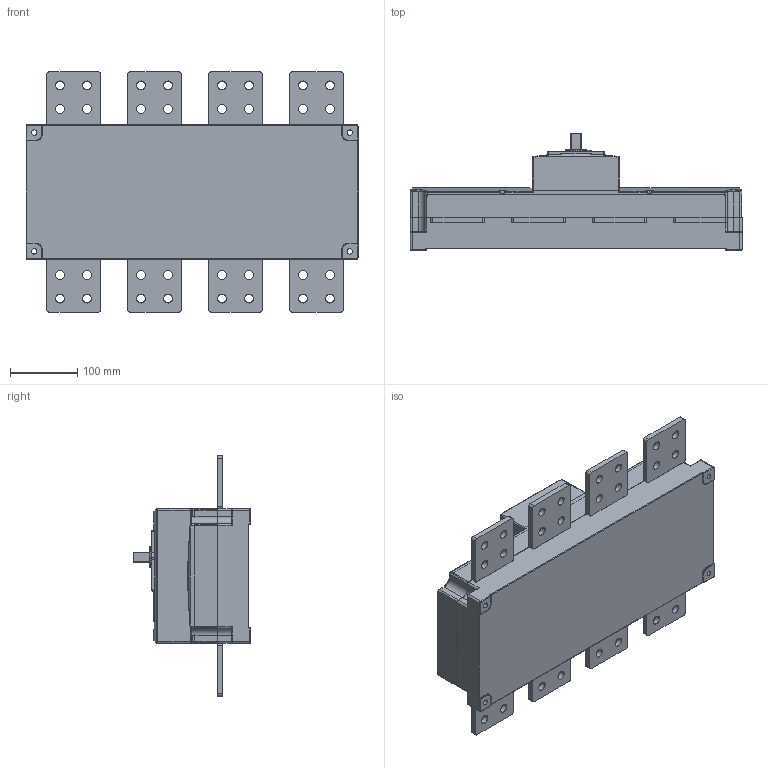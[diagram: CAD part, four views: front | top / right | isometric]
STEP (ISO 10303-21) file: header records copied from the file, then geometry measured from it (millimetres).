
FILE_DESCRIPTION((''),'2;1');
FILE_NAME('NH40-1600-4_ASM','2020-10-07T',('zhuanghy'),(''),'PRO/ENGINEER BY PARAMETRIC TECHNOLOGY CORPORATION, 2008380','PRO/ENGINEER BY PARAMETRIC TECHNOLOGY CORPORATION, 2008380','');
FILE_SCHEMA(('CONFIG_CONTROL_DESIGN'));
Length unit declared in the file: millimetre
Products named in the file (8): PRT0074; PRT0075; PRT0076; PRT0077; PRT0078; ASM0015_ASM_ASM; NH40-1600-4_ASM_ASM; NH40-1600-4_ASM
Assembly tree (14 placements, depth 4):
  NH40-1600-4_ASM
    NH40-1600-4_ASM_ASM
      ASM0015_ASM_ASM
        PRT0074
        PRT0075
        PRT0076
        PRT0077
        PRT0078  x8
Bounding box: 492 x 172.5 x 356 mm (x, y, z)
Volume: 12450672.2 mm3; surface area: 1402341.7 mm2
Topology: 12 solids, 15 shells, 2952 faces, 7607 edges, 4467 vertices
Faces by surface type: cylinder 1294, plane 1146, sphere 242, torus 142, bspline 94, cone 34
Entity records: 92306 total; most frequent: CARTESIAN_POINT 27953, ORIENTED_EDGE 13629, DIRECTION 13119, EDGE_CURVE 6821, AXIS2_PLACEMENT_3D 4578, VERTEX_POINT 4103, VECTOR 3963, LINE 3963
